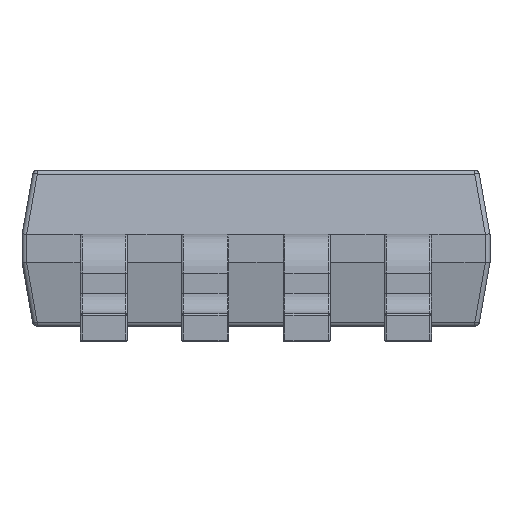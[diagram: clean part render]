
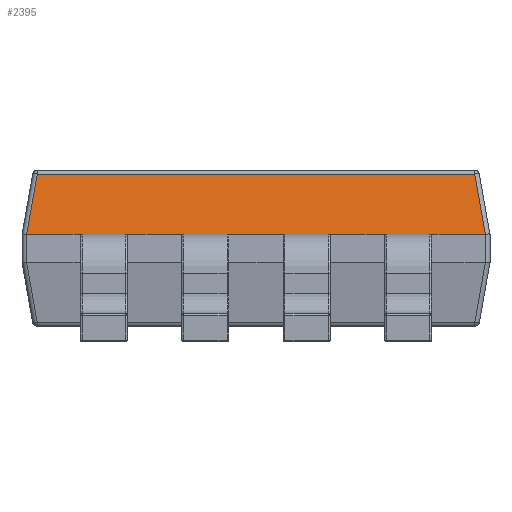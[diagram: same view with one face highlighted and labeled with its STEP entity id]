
A CAD part, left-side view. The second image highlights one B-rep face of the part: STEP entity #2395.
In plain terms, the highlighted planar face has unit normal (-0.985, 0, 0.174).
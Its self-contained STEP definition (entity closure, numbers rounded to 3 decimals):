
#1712 = VERTEX_POINT('',#1713);
#1713 = CARTESIAN_POINT('',(-1.5,-0.835,0.69));
#1720 = EDGE_CURVE('',#1721,#1712,#1723,.T.);
#1721 = VERTEX_POINT('',#1722);
#1722 = CARTESIAN_POINT('',(-1.5,-0.465,0.69));
#1723 = LINE('',#1724,#1725);
#1724 = CARTESIAN_POINT('',(-1.5,1.5,0.69));
#1725 = VECTOR('',#1726,1.);
#1726 = DIRECTION('',(0.,-1.,0.));
#1778 = VERTEX_POINT('',#1779);
#1779 = CARTESIAN_POINT('',(-1.5,-1.47,0.69));
#1785 = EDGE_CURVE('',#1786,#1778,#1788,.T.);
#1786 = VERTEX_POINT('',#1787);
#1787 = CARTESIAN_POINT('',(-1.5,-1.115,0.69));
#1788 = LINE('',#1789,#1790);
#1789 = CARTESIAN_POINT('',(-1.5,1.5,0.69));
#1790 = VECTOR('',#1791,1.);
#1791 = DIRECTION('',(0.,-1.,0.));
#1819 = VERTEX_POINT('',#1820);
#1820 = CARTESIAN_POINT('',(-1.5,-0.185,0.69));
#1827 = EDGE_CURVE('',#1828,#1819,#1830,.T.);
#1828 = VERTEX_POINT('',#1829);
#1829 = CARTESIAN_POINT('',(-1.5,0.185,0.69));
#1830 = LINE('',#1831,#1832);
#1831 = CARTESIAN_POINT('',(-1.5,1.5,0.69));
#1832 = VECTOR('',#1833,1.);
#1833 = DIRECTION('',(0.,-1.,0.));
#1877 = VERTEX_POINT('',#1878);
#1878 = CARTESIAN_POINT('',(-1.5,0.465,0.69));
#1885 = EDGE_CURVE('',#1886,#1877,#1888,.T.);
#1886 = VERTEX_POINT('',#1887);
#1887 = CARTESIAN_POINT('',(-1.5,0.835,0.69));
#1888 = LINE('',#1889,#1890);
#1889 = CARTESIAN_POINT('',(-1.5,1.5,0.69));
#1890 = VECTOR('',#1891,1.);
#1891 = DIRECTION('',(0.,-1.,0.));
#2007 = EDGE_CURVE('',#2008,#1886,#2010,.T.);
#2008 = VERTEX_POINT('',#2009);
#2009 = CARTESIAN_POINT('',(-1.5,1.115,0.69));
#2010 = LINE('',#2011,#2012);
#2011 = CARTESIAN_POINT('',(-1.5,1.5,0.69));
#2012 = VECTOR('',#2013,1.);
#2013 = DIRECTION('',(0.,-1.,0.));
#2029 = EDGE_CURVE('',#2030,#2008,#2032,.T.);
#2030 = VERTEX_POINT('',#2031);
#2031 = CARTESIAN_POINT('',(-1.5,1.47,0.69));
#2032 = LINE('',#2033,#2034);
#2033 = CARTESIAN_POINT('',(-1.5,1.5,0.69));
#2034 = VECTOR('',#2035,1.);
#2035 = DIRECTION('',(0.,-1.,0.));
#2395 = ADVANCED_FACE('',(#2396),#2462,.F.);
#2396 = FACE_BOUND('',#2397,.T.);
#2397 = EDGE_LOOP('',(#2398,#2399,#2405,#2406,#2412,#2413,#2419,#2420,
    #2429,#2437,#2445,#2453,#2460,#2461));
#2398 = ORIENTED_EDGE('',*,*,#1885,.T.);
#2399 = ORIENTED_EDGE('',*,*,#2400,.F.);
#2400 = EDGE_CURVE('',#1828,#1877,#2401,.T.);
#2401 = LINE('',#2402,#2403);
#2402 = CARTESIAN_POINT('',(-1.5,0.475,0.69));
#2403 = VECTOR('',#2404,1.);
#2404 = DIRECTION('',(0.,1.,0.));
#2405 = ORIENTED_EDGE('',*,*,#1827,.T.);
#2406 = ORIENTED_EDGE('',*,*,#2407,.F.);
#2407 = EDGE_CURVE('',#1721,#1819,#2408,.T.);
#2408 = LINE('',#2409,#2410);
#2409 = CARTESIAN_POINT('',(-1.5,-0.175,0.69));
#2410 = VECTOR('',#2411,1.);
#2411 = DIRECTION('',(0.,1.,0.));
#2412 = ORIENTED_EDGE('',*,*,#1720,.T.);
#2413 = ORIENTED_EDGE('',*,*,#2414,.F.);
#2414 = EDGE_CURVE('',#1786,#1712,#2415,.T.);
#2415 = LINE('',#2416,#2417);
#2416 = CARTESIAN_POINT('',(-1.5,-0.825,0.69));
#2417 = VECTOR('',#2418,1.);
#2418 = DIRECTION('',(0.,1.,0.));
#2419 = ORIENTED_EDGE('',*,*,#1785,.T.);
#2420 = ORIENTED_EDGE('',*,*,#2421,.T.);
#2421 = EDGE_CURVE('',#1778,#2422,#2424,.T.);
#2422 = VERTEX_POINT('',#2423);
#2423 = CARTESIAN_POINT('',(-1.5,-1.47,
    0.69));
#2424 = ( BOUNDED_CURVE() B_SPLINE_CURVE(3,(#2425,#2426,#2427,#2428),
.UNSPECIFIED.,.F.,.F.) B_SPLINE_CURVE_WITH_KNOTS((4,4),(0.,
0.015),.PIECEWISE_BEZIER_KNOTS.) CURVE() 
GEOMETRIC_REPRESENTATION_ITEM() RATIONAL_B_SPLINE_CURVE((1.,
1.,1.,1.)) REPRESENTATION_ITEM('') );
#2425 = CARTESIAN_POINT('',(-1.5,-1.47,0.69));
#2426 = CARTESIAN_POINT('',(-1.5,-1.47,0.69));
#2427 = CARTESIAN_POINT('',(-1.5,-1.47,
    0.69));
#2428 = CARTESIAN_POINT('',(-1.5,-1.47,
    0.69));
#2429 = ORIENTED_EDGE('',*,*,#2430,.T.);
#2430 = EDGE_CURVE('',#2422,#2431,#2433,.T.);
#2431 = VERTEX_POINT('',#2432);
#2432 = CARTESIAN_POINT('',(-1.432,-1.403,
    1.075));
#2433 = LINE('',#2434,#2435);
#2434 = CARTESIAN_POINT('',(-1.343,-1.313,
    1.581));
#2435 = VECTOR('',#2436,1.);
#2436 = DIRECTION('',(0.171,0.171,0.97));
#2437 = ORIENTED_EDGE('',*,*,#2438,.T.);
#2438 = EDGE_CURVE('',#2431,#2439,#2441,.T.);
#2439 = VERTEX_POINT('',#2440);
#2440 = CARTESIAN_POINT('',(-1.432,1.403,1.075
    ));
#2441 = LINE('',#2442,#2443);
#2442 = CARTESIAN_POINT('',(-1.432,1.428,1.075)
  );
#2443 = VECTOR('',#2444,1.);
#2444 = DIRECTION('',(0.,1.,0.));
#2445 = ORIENTED_EDGE('',*,*,#2446,.T.);
#2446 = EDGE_CURVE('',#2439,#2447,#2449,.T.);
#2447 = VERTEX_POINT('',#2448);
#2448 = CARTESIAN_POINT('',(-1.5,1.47,
    0.69));
#2449 = LINE('',#2450,#2451);
#2450 = CARTESIAN_POINT('',(-1.431,1.401,
    1.083));
#2451 = VECTOR('',#2452,1.);
#2452 = DIRECTION('',(-0.171,0.171,-0.97));
#2453 = ORIENTED_EDGE('',*,*,#2454,.T.);
#2454 = EDGE_CURVE('',#2447,#2030,#2455,.T.);
#2455 = ( BOUNDED_CURVE() B_SPLINE_CURVE(3,(#2456,#2457,#2458,#2459),
.UNSPECIFIED.,.F.,.F.) B_SPLINE_CURVE_WITH_KNOTS((4,4),(6.268,
6.283),.PIECEWISE_BEZIER_KNOTS.) CURVE() 
GEOMETRIC_REPRESENTATION_ITEM() RATIONAL_B_SPLINE_CURVE((1.,
1.,1.,1.)) REPRESENTATION_ITEM('') );
#2456 = CARTESIAN_POINT('',(-1.5,1.47,
    0.69));
#2457 = CARTESIAN_POINT('',(-1.5,1.47,
    0.69));
#2458 = CARTESIAN_POINT('',(-1.5,1.47,0.69));
#2459 = CARTESIAN_POINT('',(-1.5,1.47,0.69));
#2460 = ORIENTED_EDGE('',*,*,#2029,.T.);
#2461 = ORIENTED_EDGE('',*,*,#2007,.T.);
#2462 = PLANE('',#2463);
#2463 = AXIS2_PLACEMENT_3D('',#2464,#2465,#2466);
#2464 = CARTESIAN_POINT('',(-1.428,1.5,1.1));
#2465 = DIRECTION('',(0.985,0.,
    -0.174));
#2466 = DIRECTION('',(0.174,0.,0.985)
  );
